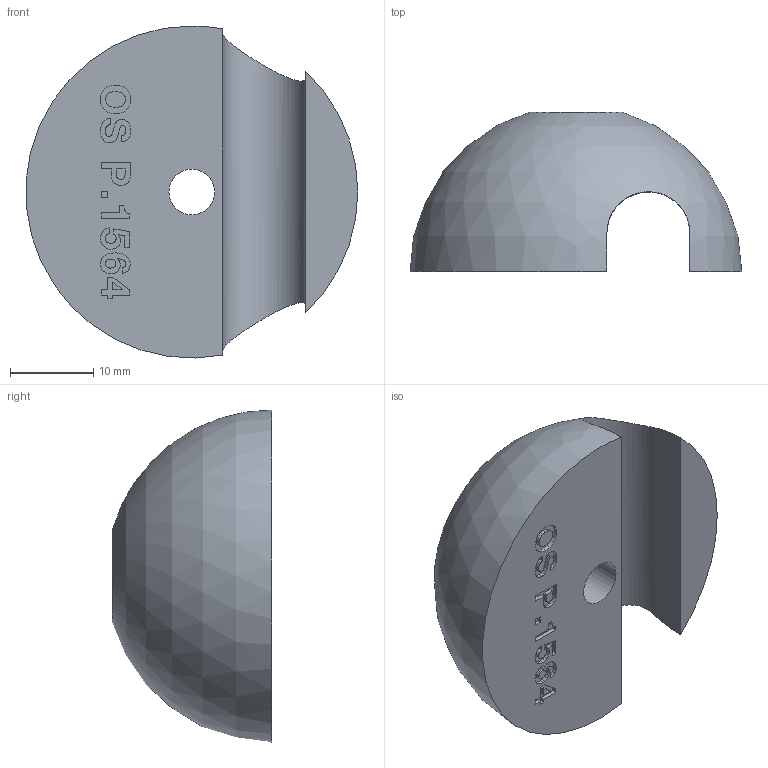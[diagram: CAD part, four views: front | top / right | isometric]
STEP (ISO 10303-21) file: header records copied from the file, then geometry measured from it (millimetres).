
FILE_DESCRIPTION(/* description */ (''),/* implementation_level */ '2;1');
FILE_NAME(/* name */ 'OS_P.1564_GörgenJ.step',/* time_stamp */ '2021-05-27T14:31:11+02:00',/* author */ (''),/* organization */ (''),/* preprocessor_version */ 'ST-DEVELOPER v18.1',/* originating_system */ 'Autodesk Translation Framework v10.6.0.1341',/* authorisation */ '');
FILE_SCHEMA (('AUTOMOTIVE_DESIGN { 1 0 10303 214 3 1 1 }'));
Length unit declared in the file: millimetre
Products named in the file (1): Ball_joint_v1
Bounding box: 39.95 x 19.2 x 40 mm (x, y, z)
Volume: 13346.5 mm3; surface area: 4354.8 mm2
Topology: 1 solids, 1 shells, 235 faces, 663 edges, 442 vertices
Faces by surface type: bspline 170, plane 62, cylinder 2, sphere 1
Full cylindrical faces by diameter (mm): 5.5 x1
Entity records: 7869 total; most frequent: CARTESIAN_POINT 2911, ORIENTED_EDGE 1326, EDGE_CURVE 663, DIRECTION 464, VERTEX_POINT 442, B_SPLINE_CURVE_WITH_KNOTS 342, LINE 310, VECTOR 310
